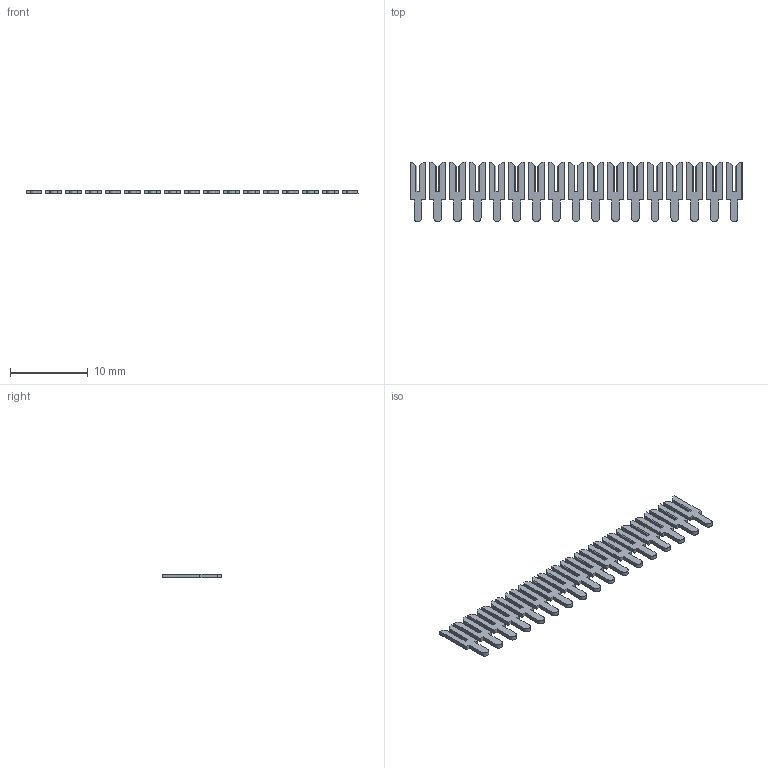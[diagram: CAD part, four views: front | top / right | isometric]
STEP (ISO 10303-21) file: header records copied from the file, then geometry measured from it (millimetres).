
FILE_DESCRIPTION (( 'STEP AP203' ), '1' );
FILE_NAME ('103-017-253-100.STEP', '2020-04-16T15:42:40', ( '' ), ( '' ), 'SwSTEP 2.0', 'SolidWorks 2016', '' );
FILE_SCHEMA (( 'CONFIG_CONTROL_DESIGN' ));
Length unit declared in the file: inch
Products named in the file (2): 103-017-253-100; 100-290-001_100-290-253
Assembly tree (17 placements, depth 2):
  103-017-253-100
    100-290-001_100-290-253  x17
Bounding box: 42.67 x 7.62 x 0.51 mm (x, y, z)
Volume: 93.8 mm3; surface area: 584.9 mm2
Topology: 17 solids, 17 shells, 340 faces, 918 edges, 612 vertices
Faces by surface type: plane 323, cylinder 17
Entity records: 1332 total; most frequent: DIRECTION 136, CARTESIAN_POINT 130, ORIENTED_EDGE 108, EDGE_CURVE 54, LINE 52, VECTOR 52, CALENDAR_DATE 44, COORDINATED_UNIVERSAL_TIME_OFFSET 44
